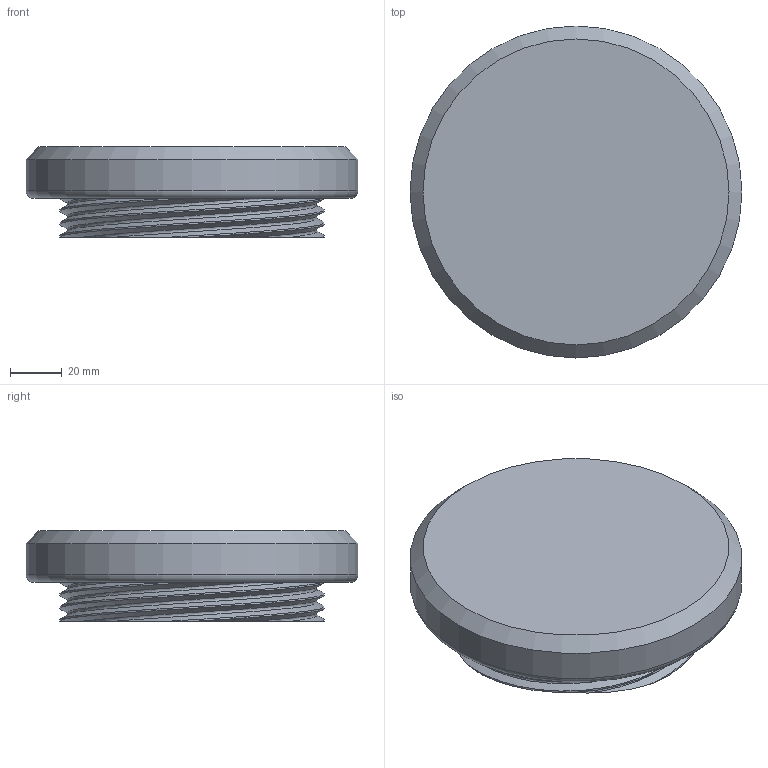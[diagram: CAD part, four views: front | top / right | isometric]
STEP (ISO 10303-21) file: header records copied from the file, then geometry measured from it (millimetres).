
FILE_DESCRIPTION(/* description */ ('STEP AP242','CAx-IF Rec.Pracs.---Representation and Presentation of Product Manufacturing Information (PMI)---4.0---2014-10-13','CAx-IF Rec.Pracs.---3D Tessellated Geometry---0.4---2014-09-14','2;1'),/* implementation_level */ '2;1');
FILE_NAME(/* name */ '66a633ea841560686c4dbf08',/* time_stamp */ '2024-07-28T12:04:58Z',/* author */ (''),/* organization */ (''),/* preprocessor_version */ 'ST-DEVELOPER v20',/* originating_system */ ' ',/* authorisation */ ' ');
FILE_SCHEMA (('AP242_MANAGED_MODEL_BASED_3D_ENGINEERING_MIM_LF { 1 0 10303 442 1 1 4 }'));
Length unit declared in the file: metre
Products named in the file (1): Part 2
Bounding box: 128 x 128 x 35 mm (x, y, z)
Volume: 224700.1 mm3; surface area: 52089.5 mm2
Topology: 1 solids, 1 shells, 31 faces, 76 edges, 50 vertices
Faces by surface type: bspline 12, plane 10, cylinder 7, torus 1, cone 1
Full cylindrical faces by diameter (mm): 120 x1, 128 x1
Entity records: 2308 total; most frequent: CARTESIAN_POINT 1694, ORIENTED_EDGE 144, DIRECTION 88, EDGE_CURVE 72, VERTEX_POINT 50, EDGE_LOOP 38, FACE_BOUND 38, AXIS2_PLACEMENT_3D 36
